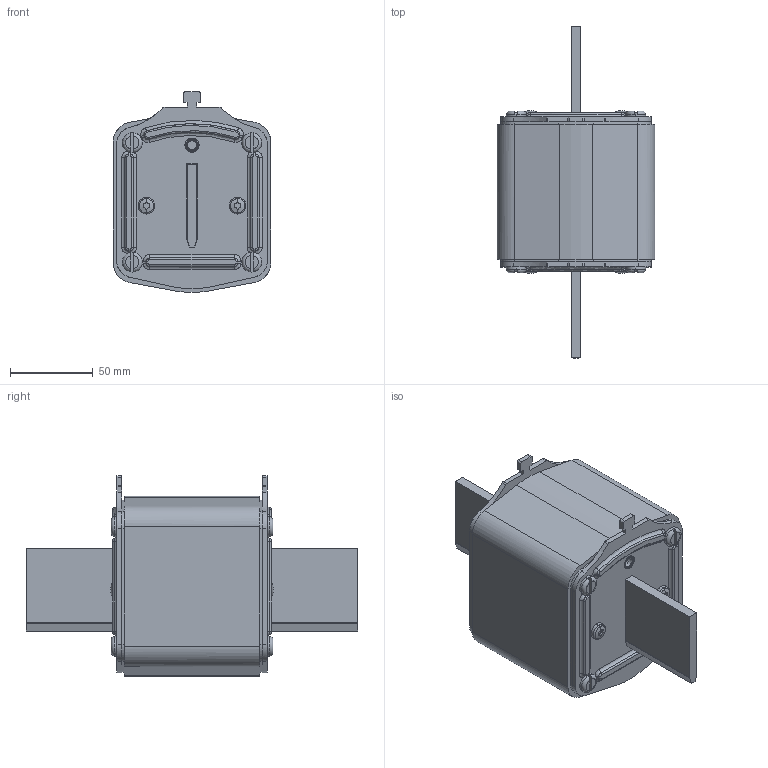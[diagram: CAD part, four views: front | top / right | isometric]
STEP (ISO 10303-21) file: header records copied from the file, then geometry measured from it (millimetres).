
FILE_DESCRIPTION((''),'2;1');
FILE_NAME('NH4a_gG_630A_500V.stp','2025-07-02T17:47:09',( 'User'),('SDRC'),'I-DEAS Master Series','UNIX','Yes');
FILE_SCHEMA(('CONFIG_CONTROL_DESIGN', 'GEOMETRIC_VALIDATION_PROPERTIES_MIM','SHAPE_APPEARANCE_LAYER_MIM'));
Length unit declared in the file: millimetre
Assembly tree (24 placements, depth 0):
Bounding box: 95.2 x 200.1 x 121.05 mm (x, y, z)
Volume: 923322.1 mm3; surface area: 166426.4 mm2
Topology: 18 solids, 28 shells, 1069 faces, 2628 edges, 1605 vertices
Faces by surface type: bspline 1069
Entity records: 24588 total; most frequent: CARTESIAN_POINT 14954, ORIENTED_EDGE 2476, EDGE_CURVE 1246, VERTEX_POINT 769, QUASI_UNIFORM_CURVE 700, EDGE_LOOP 573, FACE_OUTER_BOUND 504, ADVANCED_FACE 504
